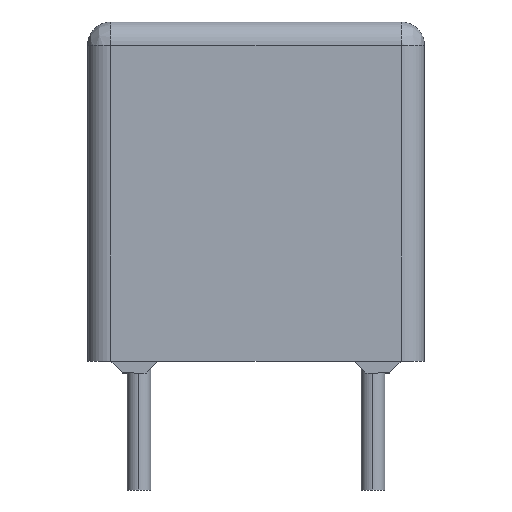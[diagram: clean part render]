
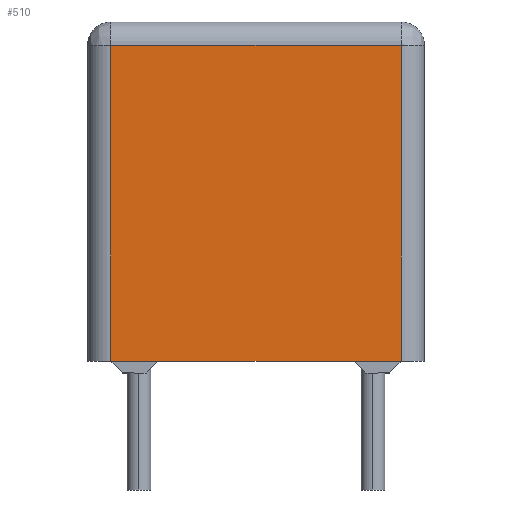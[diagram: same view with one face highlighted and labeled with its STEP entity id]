
A CAD part, front view. The second image highlights one B-rep face of the part: STEP entity #510.
In plain terms, the highlighted planar face has unit normal (0, -1, 0).
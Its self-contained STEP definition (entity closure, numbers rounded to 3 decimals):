
#160 = EDGE_CURVE('',#161,#163,#165,.T.);
#161 = VERTEX_POINT('',#162);
#162 = CARTESIAN_POINT('',(3.1,-1.5,0.25));
#163 = VERTEX_POINT('',#164);
#164 = CARTESIAN_POINT('',(-3.1,-1.5,0.25));
#165 = LINE('',#166,#167);
#166 = CARTESIAN_POINT('',(0.,-1.5,0.25));
#167 = VECTOR('',#168,1.);
#168 = DIRECTION('',(-1.,0.,0.));
#510 = ADVANCED_FACE('',(#511),#536,.F.);
#511 = FACE_BOUND('',#512,.T.);
#512 = EDGE_LOOP('',(#513,#521,#522,#530));
#513 = ORIENTED_EDGE('',*,*,#514,.F.);
#514 = EDGE_CURVE('',#163,#515,#517,.T.);
#515 = VERTEX_POINT('',#516);
#516 = CARTESIAN_POINT('',(-3.1,-1.5,7.));
#517 = LINE('',#518,#519);
#518 = CARTESIAN_POINT('',(-3.1,-1.5,7.5));
#519 = VECTOR('',#520,1.);
#520 = DIRECTION('',(0.,0.,1.));
#521 = ORIENTED_EDGE('',*,*,#160,.F.);
#522 = ORIENTED_EDGE('',*,*,#523,.F.);
#523 = EDGE_CURVE('',#524,#161,#526,.T.);
#524 = VERTEX_POINT('',#525);
#525 = CARTESIAN_POINT('',(3.1,-1.5,7.));
#526 = LINE('',#527,#528);
#527 = CARTESIAN_POINT('',(3.1,-1.5,7.5));
#528 = VECTOR('',#529,1.);
#529 = DIRECTION('',(0.,0.,-1.));
#530 = ORIENTED_EDGE('',*,*,#531,.F.);
#531 = EDGE_CURVE('',#515,#524,#532,.T.);
#532 = LINE('',#533,#534);
#533 = CARTESIAN_POINT('',(-3.6,-1.5,7.));
#534 = VECTOR('',#535,1.);
#535 = DIRECTION('',(1.,0.,0.));
#536 = PLANE('',#537);
#537 = AXIS2_PLACEMENT_3D('',#538,#539,#540);
#538 = CARTESIAN_POINT('',(-3.6,-1.5,7.5));
#539 = DIRECTION('',(0.,1.,0.));
#540 = DIRECTION('',(-1.,0.,0.));
